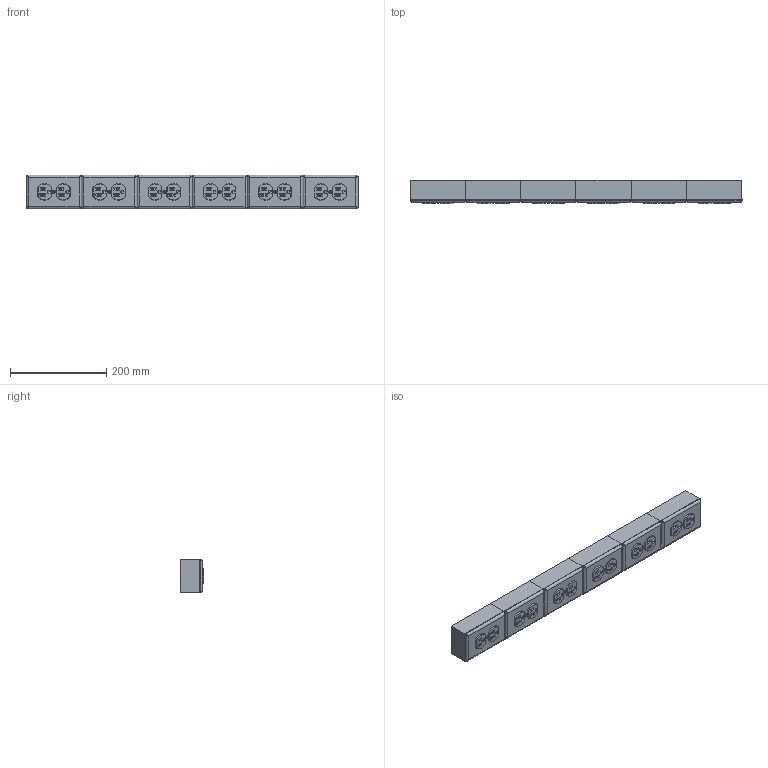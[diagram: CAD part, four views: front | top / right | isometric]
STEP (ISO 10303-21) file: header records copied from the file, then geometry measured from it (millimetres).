
FILE_DESCRIPTION(('FreeCAD Model'),'2;1');
FILE_NAME('Open CASCADE Shape Model','2025-10-29T16:29:46',(''),(''), 'Open CASCADE STEP processor 7.8','FreeCAD','Unknown');
FILE_SCHEMA(('AP242_MANAGED_MODEL_BASED_3D_ENGINEERING_MIM_LF. {1 0 10303 442 1 1 4 }'));
Length unit declared in the file: millimetre
Products named in the file (7): Unnamed; caja_tomacorriente1_001; caja_tomacorriente1_002; caja_tomacorriente1_003; caja_tomacorriente1_004; caja_tomacorriente1_005; caja_tomacorriente1_006
Assembly tree (6 placements, depth 2):
  Unnamed
    caja_tomacorriente1_001
    caja_tomacorriente1_002
    caja_tomacorriente1_003
    caja_tomacorriente1_004
    caja_tomacorriente1_005
    caja_tomacorriente1_006
Bounding box: 690.49 x 48.85 x 70.29 mm (x, y, z)
Volume: 1981317.2 mm3; surface area: 398013.4 mm2
Topology: 48 solids, 96 shells, 2406 faces, 5766 edges, 3570 vertices
Faces by surface type: plane 1500, cylinder 654, sphere 96, torus 84, cone 48, bspline 24
Entity records: 70644 total; most frequent: CARTESIAN_POINT 12913, DIRECTION 12728, ORIENTED_EDGE 11460, EDGE_CURVE 5730, AXIS2_PLACEMENT_3D 4681, VERTEX_POINT 3570, LINE 3366, VECTOR 3366
